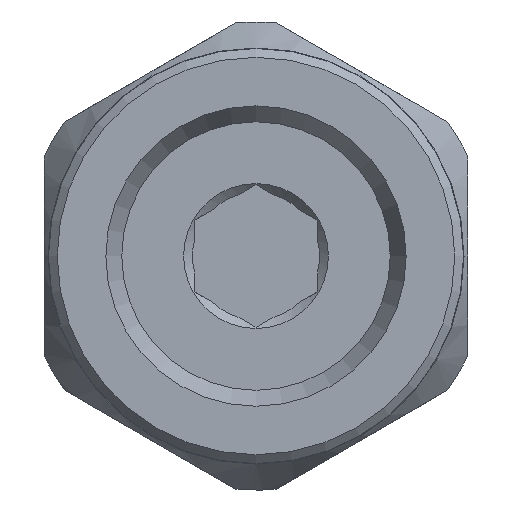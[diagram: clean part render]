
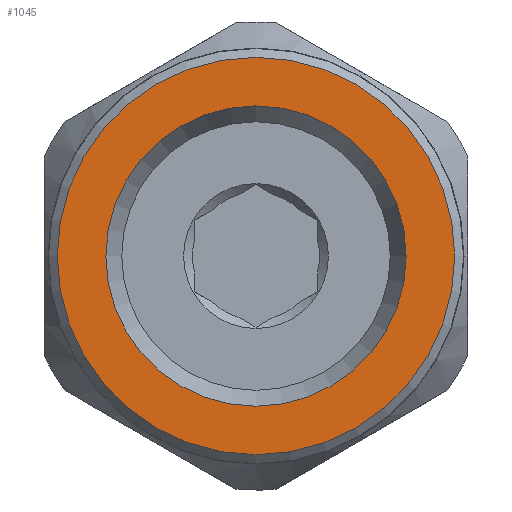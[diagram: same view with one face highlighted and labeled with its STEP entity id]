
A CAD part, left-side view. The second image highlights one B-rep face of the part: STEP entity #1045.
In plain terms, the highlighted planar face has unit normal (-1, 0, 0).
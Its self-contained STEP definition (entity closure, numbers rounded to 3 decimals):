
#266=ORIENTED_EDGE('',*,*,#414,.T.);
#267=ORIENTED_EDGE('',*,*,#415,.T.);
#414=EDGE_CURVE('',#498,#498,#546,.F.);
#415=EDGE_CURVE('',#499,#499,#547,.T.);
#498=VERTEX_POINT('',#1523);
#499=VERTEX_POINT('',#1525);
#546=CIRCLE('',#1114,11.25);
#547=CIRCLE('',#1115,8.5);
#592=EDGE_LOOP('',(#266));
#593=EDGE_LOOP('',(#267));
#650=FACE_BOUND('',#592,.T.);
#651=FACE_BOUND('',#593,.T.);
#695=PLANE('',#1113);
#1045=ADVANCED_FACE('',(#650,#651),#695,.F.);
#1113=AXIS2_PLACEMENT_3D('',#1521,#1268,#1269);
#1114=AXIS2_PLACEMENT_3D('',#1522,#1270,#1271);
#1115=AXIS2_PLACEMENT_3D('',#1524,#1272,#1273);
#1268=DIRECTION('',(1.,0.,0.));
#1269=DIRECTION('',(0.,1.,0.));
#1270=DIRECTION('',(1.,0.,0.));
#1271=DIRECTION('',(0.,1.,0.));
#1272=DIRECTION('',(1.,0.,0.));
#1273=DIRECTION('',(0.,0.,-1.));
#1521=CARTESIAN_POINT('',(-34.,0.,0.));
#1522=CARTESIAN_POINT('',(-34.,0.,0.));
#1523=CARTESIAN_POINT('',(-34.,11.25,0.));
#1524=CARTESIAN_POINT('',(-34.,0.,0.));
#1525=CARTESIAN_POINT('',(-34.,0.,-8.5));
